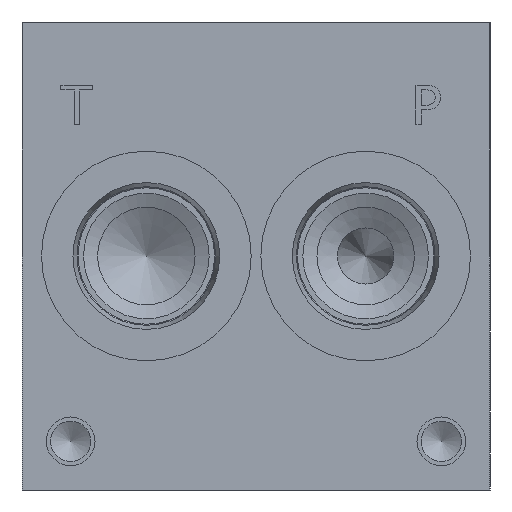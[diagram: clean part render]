
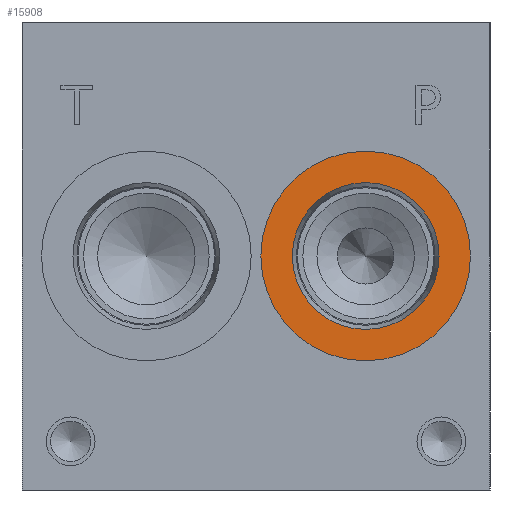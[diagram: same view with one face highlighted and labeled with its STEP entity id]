
A CAD part, left-side view. The second image highlights one B-rep face of the part: STEP entity #15908.
In plain terms, the highlighted planar face has unit normal (-1, 0, 0).
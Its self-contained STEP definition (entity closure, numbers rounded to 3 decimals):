
#687=CIRCLE('',#17024,17.069);
#688=CIRCLE('',#17025,17.069);
#689=CIRCLE('',#17026,11.951);
#823=FACE_BOUND('',#3160,.T.);
#2213=FACE_OUTER_BOUND('',#3159,.T.);
#3159=EDGE_LOOP('',(#13960,#13961));
#3160=EDGE_LOOP('',(#13962));
#7486=VERTEX_POINT('',#27528);
#7487=VERTEX_POINT('',#27529);
#7488=VERTEX_POINT('',#27532);
#9683=EDGE_CURVE('',#7486,#7487,#687,.T.);
#9684=EDGE_CURVE('',#7487,#7486,#688,.T.);
#9685=EDGE_CURVE('',#7488,#7488,#689,.T.);
#13960=ORIENTED_EDGE('',*,*,#9683,.T.);
#13961=ORIENTED_EDGE('',*,*,#9684,.T.);
#13962=ORIENTED_EDGE('',*,*,#9685,.F.);
#14554=PLANE('',#17023);
#15908=ADVANCED_FACE('',(#2213,#823),#14554,.T.);
#17023=AXIS2_PLACEMENT_3D('',#27527,#20593,#20594);
#17024=AXIS2_PLACEMENT_3D('',#27530,#20595,#20596);
#17025=AXIS2_PLACEMENT_3D('',#27531,#20597,#20598);
#17026=AXIS2_PLACEMENT_3D('',#27533,#20599,#20600);
#20593=DIRECTION('center_axis',(-1.,0.,0.));
#20594=DIRECTION('ref_axis',(0.,1.,0.));
#20595=DIRECTION('center_axis',(-1.,0.,0.));
#20596=DIRECTION('ref_axis',(0.,1.,0.));
#20597=DIRECTION('center_axis',(-1.,0.,0.));
#20598=DIRECTION('ref_axis',(0.,1.,0.));
#20599=DIRECTION('center_axis',(-1.,0.,0.));
#20600=DIRECTION('ref_axis',(0.,1.,0.));
#27527=CARTESIAN_POINT('Origin',(0.787,20.244,38.1));
#27528=CARTESIAN_POINT('',(0.787,37.313,38.1));
#27529=CARTESIAN_POINT('',(0.787,3.175,38.1));
#27530=CARTESIAN_POINT('Origin',(0.787,20.244,38.1));
#27531=CARTESIAN_POINT('Origin',(0.787,20.244,38.1));
#27532=CARTESIAN_POINT('',(0.787,8.293,38.1));
#27533=CARTESIAN_POINT('Origin',(0.787,20.244,38.1));
